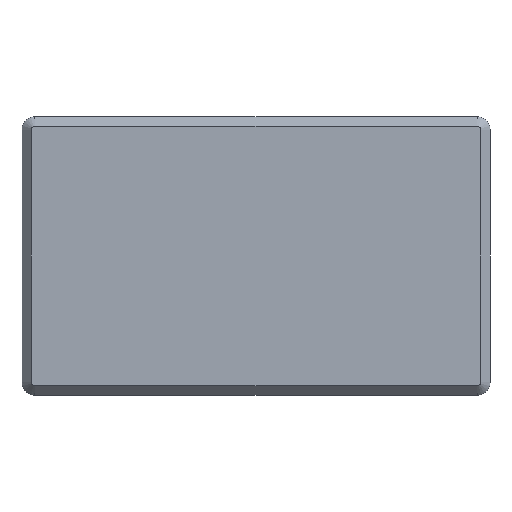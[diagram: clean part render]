
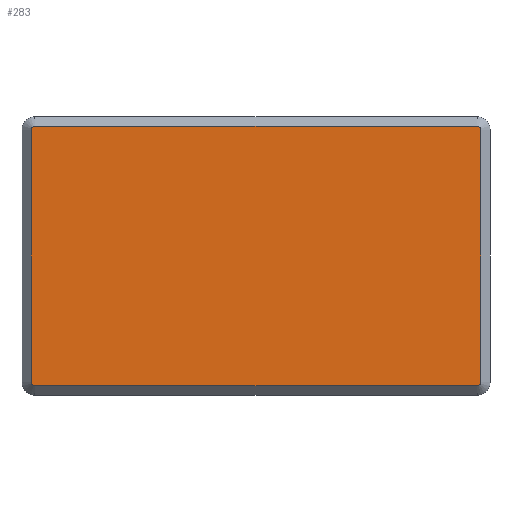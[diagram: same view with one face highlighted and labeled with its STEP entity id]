
A CAD part, front view. The second image highlights one B-rep face of the part: STEP entity #283.
In plain terms, the highlighted planar face has unit normal (0, -1, 0).
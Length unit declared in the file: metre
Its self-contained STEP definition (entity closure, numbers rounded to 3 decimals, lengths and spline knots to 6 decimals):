
#24=CIRCLE('',#319,0.000635);
#25=CIRCLE('',#320,0.000635);
#26=CIRCLE('',#321,0.000635);
#27=CIRCLE('',#322,0.000635);
#56=ORIENTED_EDGE('',*,*,#132,.T.);
#57=ORIENTED_EDGE('',*,*,#133,.T.);
#58=ORIENTED_EDGE('',*,*,#134,.T.);
#59=ORIENTED_EDGE('',*,*,#135,.T.);
#60=ORIENTED_EDGE('',*,*,#136,.T.);
#61=ORIENTED_EDGE('',*,*,#137,.T.);
#62=ORIENTED_EDGE('',*,*,#138,.T.);
#63=ORIENTED_EDGE('',*,*,#139,.T.);
#132=EDGE_CURVE('',#168,#169,#24,.F.);
#133=EDGE_CURVE('',#169,#170,#192,.T.);
#134=EDGE_CURVE('',#170,#171,#25,.F.);
#135=EDGE_CURVE('',#171,#172,#193,.T.);
#136=EDGE_CURVE('',#172,#173,#26,.F.);
#137=EDGE_CURVE('',#173,#174,#194,.T.);
#138=EDGE_CURVE('',#174,#175,#27,.F.);
#139=EDGE_CURVE('',#175,#168,#195,.T.);
#168=VERTEX_POINT('',#473);
#169=VERTEX_POINT('',#474);
#170=VERTEX_POINT('',#476);
#171=VERTEX_POINT('',#478);
#172=VERTEX_POINT('',#480);
#173=VERTEX_POINT('',#482);
#174=VERTEX_POINT('',#484);
#175=VERTEX_POINT('',#486);
#192=LINE('',#475,#220);
#193=LINE('',#479,#221);
#194=LINE('',#483,#222);
#195=LINE('',#487,#223);
#220=VECTOR('',#379,1.);
#221=VECTOR('',#382,1.);
#222=VECTOR('',#385,1.);
#223=VECTOR('',#388,1.);
#237=EDGE_LOOP('',(#56,#57,#58,#59,#60,#61,#62,#63));
#255=FACE_BOUND('',#237,.T.);
#273=PLANE('',#318);
#283=ADVANCED_FACE('',(#255),#273,.F.);
#318=AXIS2_PLACEMENT_3D('',#471,#375,#376);
#319=AXIS2_PLACEMENT_3D('',#472,#377,#378);
#320=AXIS2_PLACEMENT_3D('',#477,#380,#381);
#321=AXIS2_PLACEMENT_3D('',#481,#383,#384);
#322=AXIS2_PLACEMENT_3D('',#485,#386,#387);
#375=DIRECTION('',(0.,1.,0.));
#376=DIRECTION('',(1.,0.,0.));
#377=DIRECTION('',(0.,1.,0.));
#378=DIRECTION('',(1.,0.,0.));
#379=DIRECTION('',(1.,0.,0.));
#380=DIRECTION('',(0.,1.,0.));
#381=DIRECTION('',(1.,0.,0.));
#382=DIRECTION('',(0.,0.,1.));
#383=DIRECTION('',(0.,1.,0.));
#384=DIRECTION('',(1.,0.,0.));
#385=DIRECTION('',(-1.,0.,0.));
#386=DIRECTION('',(0.,1.,0.));
#387=DIRECTION('',(1.,0.,0.));
#388=DIRECTION('',(0.,0.,-1.));
#471=CARTESIAN_POINT('',(-0.018422,0.,-0.006468));
#472=CARTESIAN_POINT('',(-0.062872,0.,-0.031868));
#473=CARTESIAN_POINT('',(-0.063507,0.,-0.031868));
#474=CARTESIAN_POINT('',(-0.062872,0.,-0.032503));
#475=CARTESIAN_POINT('',(0.026028,0.,-0.032503));
#476=CARTESIAN_POINT('',(0.026028,0.,-0.032503));
#477=CARTESIAN_POINT('',(0.026028,0.,-0.031868));
#478=CARTESIAN_POINT('',(0.026663,0.,-0.031868));
#479=CARTESIAN_POINT('',(0.026663,0.,0.018932));
#480=CARTESIAN_POINT('',(0.026663,0.,0.018932));
#481=CARTESIAN_POINT('',(0.026028,0.,0.018932));
#482=CARTESIAN_POINT('',(0.026028,0.,0.019567));
#483=CARTESIAN_POINT('',(-0.018422,0.,0.019567));
#484=CARTESIAN_POINT('',(-0.062872,0.,0.019567));
#485=CARTESIAN_POINT('',(-0.062872,0.,0.018932));
#486=CARTESIAN_POINT('',(-0.063507,0.,0.018932));
#487=CARTESIAN_POINT('',(-0.063507,0.,-0.006468));
